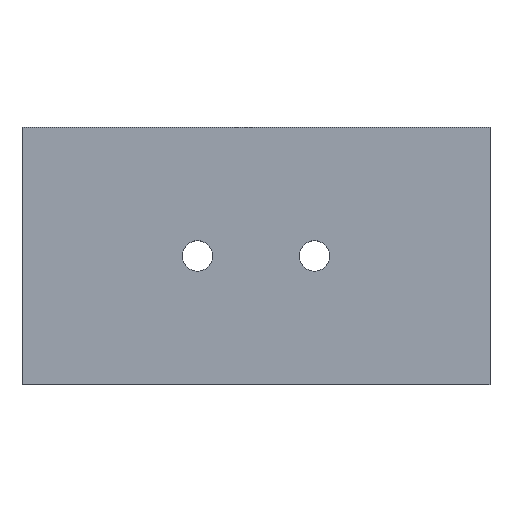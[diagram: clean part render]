
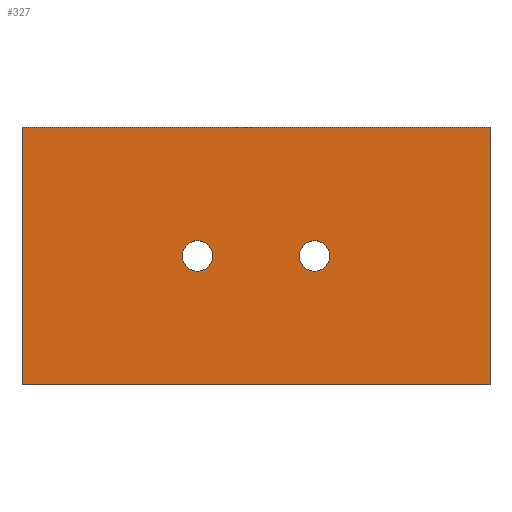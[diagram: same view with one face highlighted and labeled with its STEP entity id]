
A CAD part, top view. The second image highlights one B-rep face of the part: STEP entity #327.
In plain terms, the highlighted planar face has unit normal (0, 0, 1).
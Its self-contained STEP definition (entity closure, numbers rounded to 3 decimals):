
#2 = FACE_BOUND ( 'NONE', #246, .T. ) ;
#4 = CIRCLE ( 'NONE', #202, 1.3 ) ;
#8 = DIRECTION ( 'NONE',  ( 0., 0., 1. ) ) ;
#20 = LINE ( 'NONE', #212, #262 ) ;
#29 = ORIENTED_EDGE ( 'NONE', *, *, #254, .T. ) ;
#30 = DIRECTION ( 'NONE',  ( 1., 0., 0. ) ) ;
#32 = VERTEX_POINT ( 'NONE', #164 ) ;
#34 = VECTOR ( 'NONE', #108, 1000. ) ;
#42 = CIRCLE ( 'NONE', #333, 1.3 ) ;
#45 = ORIENTED_EDGE ( 'NONE', *, *, #207, .F. ) ;
#52 = VERTEX_POINT ( 'NONE', #310 ) ;
#53 = CIRCLE ( 'NONE', #271, 1.3 ) ;
#57 = FACE_BOUND ( 'NONE', #308, .T. ) ;
#58 = CARTESIAN_POINT ( 'NONE',  ( 5., 0., 4. ) ) ;
#66 = VECTOR ( 'NONE', #188, 1000. ) ;
#69 = EDGE_CURVE ( 'NONE', #295, #298, #42, .T. ) ;
#73 = EDGE_CURVE ( 'NONE', #52, #102, #248, .T. ) ;
#77 = DIRECTION ( 'NONE',  ( 0., -1., 0. ) ) ;
#80 = CARTESIAN_POINT ( 'NONE',  ( -20., -11., 4. ) ) ;
#83 = PLANE ( 'NONE',  #156 ) ;
#85 = EDGE_CURVE ( 'NONE', #135, #52, #217, .T. ) ;
#86 = CARTESIAN_POINT ( 'NONE',  ( 3.7, 0., 4. ) ) ;
#97 = CARTESIAN_POINT ( 'NONE',  ( -20., -11., 4. ) ) ;
#101 = ORIENTED_EDGE ( 'NONE', *, *, #126, .F. ) ;
#102 = VERTEX_POINT ( 'NONE', #143 ) ;
#108 = DIRECTION ( 'NONE',  ( 0., 1., 0. ) ) ;
#123 = DIRECTION ( 'NONE',  ( 0., 0., 1. ) ) ;
#126 = EDGE_CURVE ( 'NONE', #32, #343, #53, .T. ) ;
#135 = VERTEX_POINT ( 'NONE', #97 ) ;
#140 = EDGE_CURVE ( 'NONE', #102, #257, #261, .T. ) ;
#143 = CARTESIAN_POINT ( 'NONE',  ( 20., 11., 4. ) ) ;
#144 = DIRECTION ( 'NONE',  ( 1., 0., 0. ) ) ;
#153 = DIRECTION ( 'NONE',  ( 1., 0., 0. ) ) ;
#154 = DIRECTION ( 'NONE',  ( 0., 0., 1. ) ) ;
#156 = AXIS2_PLACEMENT_3D ( 'NONE', #165, #278, #30 ) ;
#164 = CARTESIAN_POINT ( 'NONE',  ( 6.3, 0., 4. ) ) ;
#165 = CARTESIAN_POINT ( 'NONE',  ( 0., 0., 4. ) ) ;
#166 = DIRECTION ( 'NONE',  ( 0., 0., 1. ) ) ;
#170 = CARTESIAN_POINT ( 'NONE',  ( 20., 11., 4. ) ) ;
#173 = CARTESIAN_POINT ( 'NONE',  ( 5., 0., 4. ) ) ;
#180 = ORIENTED_EDGE ( 'NONE', *, *, #140, .T. ) ;
#185 = ORIENTED_EDGE ( 'NONE', *, *, #69, .F. ) ;
#188 = DIRECTION ( 'NONE',  ( 1., 0., 0. ) ) ;
#199 = CARTESIAN_POINT ( 'NONE',  ( -20., 11., 4. ) ) ;
#202 = AXIS2_PLACEMENT_3D ( 'NONE', #173, #123, #289 ) ;
#205 = ORIENTED_EDGE ( 'NONE', *, *, #85, .T. ) ;
#207 = EDGE_CURVE ( 'NONE', #343, #32, #4, .T. ) ;
#212 = CARTESIAN_POINT ( 'NONE',  ( -20., 11., 4. ) ) ;
#217 = LINE ( 'NONE', #80, #66 ) ;
#226 = DIRECTION ( 'NONE',  ( -1., 0., 0. ) ) ;
#234 = CARTESIAN_POINT ( 'NONE',  ( -3.7, 0., 4. ) ) ;
#238 = EDGE_CURVE ( 'NONE', #298, #295, #264, .T. ) ;
#244 = VECTOR ( 'NONE', #226, 1000. ) ;
#246 = EDGE_LOOP ( 'NONE', ( #185, #317 ) ) ;
#248 = LINE ( 'NONE', #170, #34 ) ;
#253 = DIRECTION ( 'NONE',  ( 1., 0., 0. ) ) ;
#254 = EDGE_CURVE ( 'NONE', #257, #135, #20, .T. ) ;
#257 = VERTEX_POINT ( 'NONE', #322 ) ;
#261 = LINE ( 'NONE', #199, #244 ) ;
#262 = VECTOR ( 'NONE', #77, 1000. ) ;
#264 = CIRCLE ( 'NONE', #299, 1.3 ) ;
#271 = AXIS2_PLACEMENT_3D ( 'NONE', #58, #166, #253 ) ;
#278 = DIRECTION ( 'NONE',  ( 0., 0., 1. ) ) ;
#285 = CARTESIAN_POINT ( 'NONE',  ( -5., 0., 4. ) ) ;
#288 = CARTESIAN_POINT ( 'NONE',  ( -5., 0., 4. ) ) ;
#289 = DIRECTION ( 'NONE',  ( 1., 0., 0. ) ) ;
#295 = VERTEX_POINT ( 'NONE', #234 ) ;
#298 = VERTEX_POINT ( 'NONE', #319 ) ;
#299 = AXIS2_PLACEMENT_3D ( 'NONE', #288, #154, #153 ) ;
#303 = FACE_OUTER_BOUND ( 'NONE', #329, .T. ) ;
#308 = EDGE_LOOP ( 'NONE', ( #101, #45 ) ) ;
#310 = CARTESIAN_POINT ( 'NONE',  ( 20., -11., 4. ) ) ;
#317 = ORIENTED_EDGE ( 'NONE', *, *, #238, .F. ) ;
#319 = CARTESIAN_POINT ( 'NONE',  ( -6.3, 0., 4. ) ) ;
#320 = ORIENTED_EDGE ( 'NONE', *, *, #73, .T. ) ;
#322 = CARTESIAN_POINT ( 'NONE',  ( -20., 11., 4. ) ) ;
#327 = ADVANCED_FACE ( 'NONE', ( #2, #57, #303 ), #83, .T. ) ;
#329 = EDGE_LOOP ( 'NONE', ( #320, #180, #29, #205 ) ) ;
#333 = AXIS2_PLACEMENT_3D ( 'NONE', #285, #8, #144 ) ;
#343 = VERTEX_POINT ( 'NONE', #86 ) ;
